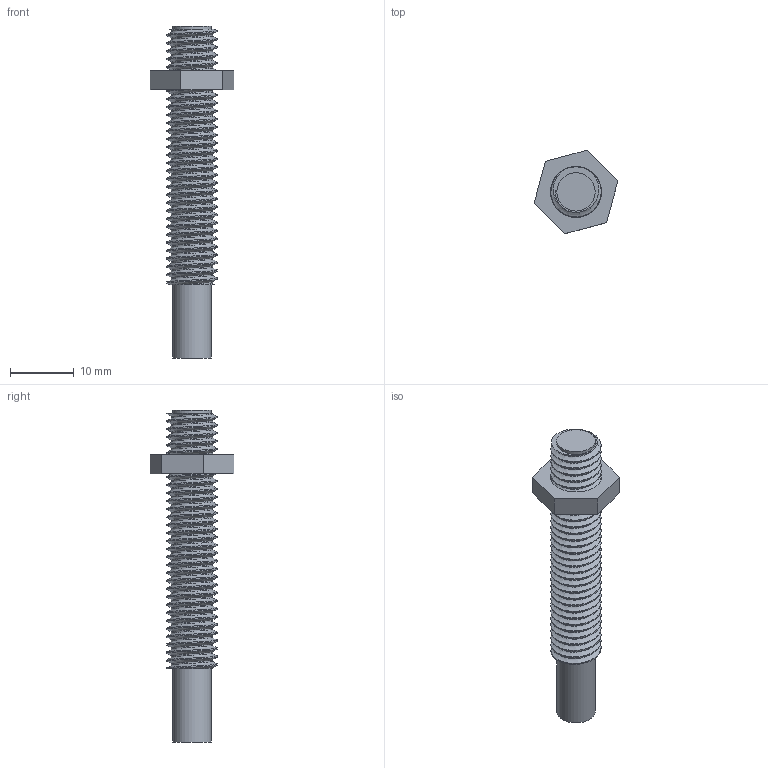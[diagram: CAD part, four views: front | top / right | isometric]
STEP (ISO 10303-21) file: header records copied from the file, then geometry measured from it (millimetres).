
FILE_DESCRIPTION(/* description */ ('','CAx-IF Rec.Pracs.---Representation and Presentation of Product Manufacturing Information (PMI)---4.0---2014-10-13'),/* implementation_level */ '2;1');
FILE_NAME(/* name */ 'Proximity Sensor v1.step',/* time_stamp */ '2025-01-07T00:34:22+05:30',/* author */ (''),/* organization */ (''),/* preprocessor_version */ 'ST-DEVELOPER v20',/* originating_system */ 'Autodesk Translation Framework v13.20.0.188',/* authorisation */ '');
FILE_SCHEMA (('AP242_MANAGED_MODEL_BASED_3D_ENGINEERING_MIM_LF { 1 0 10303 442 1 1 4 }'));
Length unit declared in the file: millimetre
Products named in the file (1): Proximity Sensor
Bounding box: 13.11 x 13.11 x 52 mm (x, y, z)
Volume: 2148.4 mm3; surface area: 2184.8 mm2
Topology: 3 solids, 3 shells, 84 faces, 231 edges, 154 vertices
Faces by surface type: cylinder 69, plane 13, bspline 2
Full cylindrical faces by diameter (mm): 6 x2, 6.446 x12, 7.866 x21, 8 x1
Entity records: 6447 total; most frequent: CARTESIAN_POINT 4512, ORIENTED_EDGE 462, DIRECTION 271, EDGE_CURVE 231, VERTEX_POINT 154, B_SPLINE_CURVE_WITH_KNOTS 136, AXIS2_PLACEMENT_3D 93, EDGE_LOOP 87
